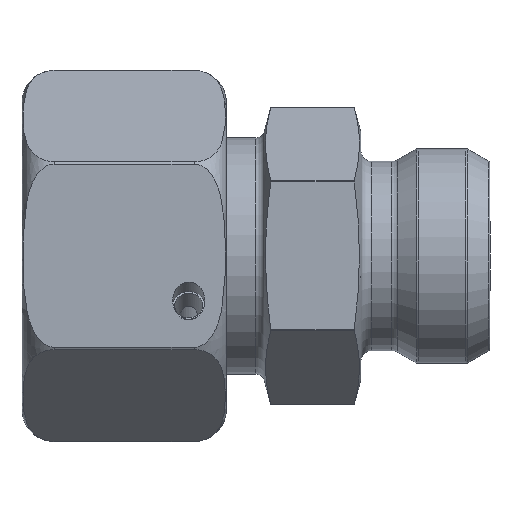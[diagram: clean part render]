
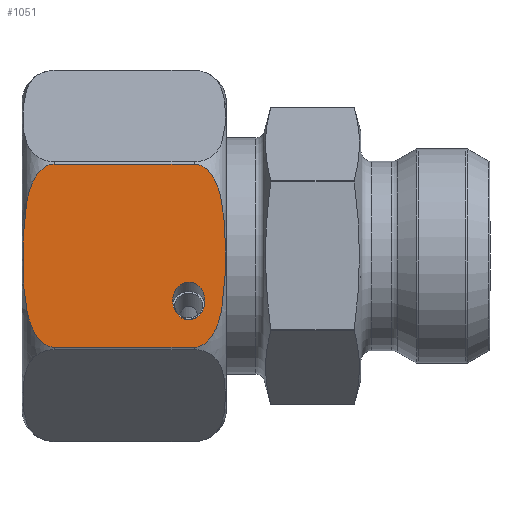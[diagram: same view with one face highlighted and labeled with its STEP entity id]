
A CAD part, top view. The second image highlights one B-rep face of the part: STEP entity #1051.
In plain terms, the highlighted face is planar.
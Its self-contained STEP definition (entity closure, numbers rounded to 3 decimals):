
#544=ELLIPSE('',#5271,1.732,1.5);
#694=FACE_BOUND('',#1625,.T.);
#695=FACE_BOUND('',#1626,.T.);
#797=PLANE('',#5272);
#1051=ADVANCED_FACE('',(#694,#695),#797,.F.);
#1625=EDGE_LOOP('',(#2651));
#1626=EDGE_LOOP('',(#2652,#2653,#2654,#2655));
#1858=LINE('',#7874,#2060);
#1866=LINE('',#7896,#2068);
#2060=VECTOR('',#5695,1.);
#2068=VECTOR('',#5717,1.);
#2651=ORIENTED_EDGE('',*,*,#4363,.T.);
#2652=ORIENTED_EDGE('',*,*,#4344,.T.);
#2653=ORIENTED_EDGE('',*,*,#4318,.T.);
#2654=ORIENTED_EDGE('',*,*,#4333,.T.);
#2655=ORIENTED_EDGE('',*,*,#4351,.T.);
#3841=VERTEX_POINT('',#7776);
#3842=VERTEX_POINT('',#7791);
#3854=VERTEX_POINT('',#7873);
#3862=VERTEX_POINT('',#7897);
#3874=VERTEX_POINT('',#8034);
#4318=EDGE_CURVE('',#3842,#3841,#4934,.T.);
#4333=EDGE_CURVE('',#3841,#3854,#1858,.T.);
#4344=EDGE_CURVE('',#3862,#3842,#1866,.T.);
#4351=EDGE_CURVE('',#3854,#3862,#4944,.T.);
#4363=EDGE_CURVE('',#3874,#3874,#544,.T.);
#4934=B_SPLINE_CURVE_WITH_KNOTS('',3,(#7777,#7778,#7779,#7780,#7781,#7782,
#7783,#7784,#7785,#7786,#7787,#7788,#7789,#7790),.UNSPECIFIED.,.F.,.F.,
(4,2,2,2,2,2,4),(0.,0.125,0.25,0.5,0.75,0.875,1.),.UNSPECIFIED.);
#4944=B_SPLINE_CURVE_WITH_KNOTS('',3,(#7974,#7975,#7976,#7977,#7978,#7979,
#7980,#7981,#7982,#7983,#7984,#7985,#7986,#7987),.UNSPECIFIED.,.F.,.F.,
(4,2,2,2,2,2,4),(0.,0.125,0.25,0.5,0.75,0.875,1.),.UNSPECIFIED.);
#5271=AXIS2_PLACEMENT_3D('',#8033,#5758,#5759);
#5272=AXIS2_PLACEMENT_3D('',#8035,#5760,#5761);
#5695=DIRECTION('',(1.,0.,0.));
#5717=DIRECTION('',(-1.,0.,0.));
#5758=DIRECTION('',(0.,0.5,-0.866));
#5759=DIRECTION('',(0.,-0.866,-0.5));
#5760=DIRECTION('',(0.,0.5,-0.866));
#5761=DIRECTION('',(0.,0.866,0.5));
#7776=CARTESIAN_POINT('',(3.,-14.877,8.731));
#7777=CARTESIAN_POINT('',(3.,-0.123,17.25));
#7778=CARTESIAN_POINT('',(2.173,-0.123,17.25));
#7779=CARTESIAN_POINT('',(1.522,-0.722,16.904));
#7780=CARTESIAN_POINT('',(0.752,-1.956,16.191));
#7781=CARTESIAN_POINT('',(0.543,-2.649,15.791));
#7782=CARTESIAN_POINT('',(0.124,-4.704,14.604));
#7783=CARTESIAN_POINT('',(0.095,-6.11,13.793));
#7784=CARTESIAN_POINT('',(0.096,-8.905,12.179));
#7785=CARTESIAN_POINT('',(0.125,-10.315,11.365));
#7786=CARTESIAN_POINT('',(0.549,-12.373,10.177));
#7787=CARTESIAN_POINT('',(0.757,-13.058,9.781));
#7788=CARTESIAN_POINT('',(1.534,-14.291,9.07));
#7789=CARTESIAN_POINT('',(2.18,-14.877,8.731));
#7790=CARTESIAN_POINT('',(3.,-14.877,8.731));
#7791=CARTESIAN_POINT('',(3.,-0.123,17.25));
#7873=CARTESIAN_POINT('',(16.,-14.877,8.731));
#7874=CARTESIAN_POINT('',(0.,-14.877,8.731));
#7896=CARTESIAN_POINT('',(0.,-0.123,17.25));
#7897=CARTESIAN_POINT('',(16.,-0.123,17.25));
#7974=CARTESIAN_POINT('',(16.,-14.877,8.731));
#7975=CARTESIAN_POINT('',(16.827,-14.877,8.731));
#7976=CARTESIAN_POINT('',(17.478,-14.278,9.077));
#7977=CARTESIAN_POINT('',(18.248,-13.044,9.79));
#7978=CARTESIAN_POINT('',(18.457,-12.351,10.19));
#7979=CARTESIAN_POINT('',(18.876,-10.296,11.376));
#7980=CARTESIAN_POINT('',(18.905,-8.89,12.188));
#7981=CARTESIAN_POINT('',(18.904,-6.095,13.802));
#7982=CARTESIAN_POINT('',(18.875,-4.685,14.616));
#7983=CARTESIAN_POINT('',(18.451,-2.627,15.804));
#7984=CARTESIAN_POINT('',(18.243,-1.942,16.2));
#7985=CARTESIAN_POINT('',(17.466,-0.709,16.911));
#7986=CARTESIAN_POINT('',(16.82,-0.123,17.25));
#7987=CARTESIAN_POINT('',(16.,-0.123,17.25));
#8033=CARTESIAN_POINT('',(15.5,-11.123,10.899));
#8034=CARTESIAN_POINT('',(15.5,-12.623,10.033));
#8035=CARTESIAN_POINT('',(25.,0.,17.321));
